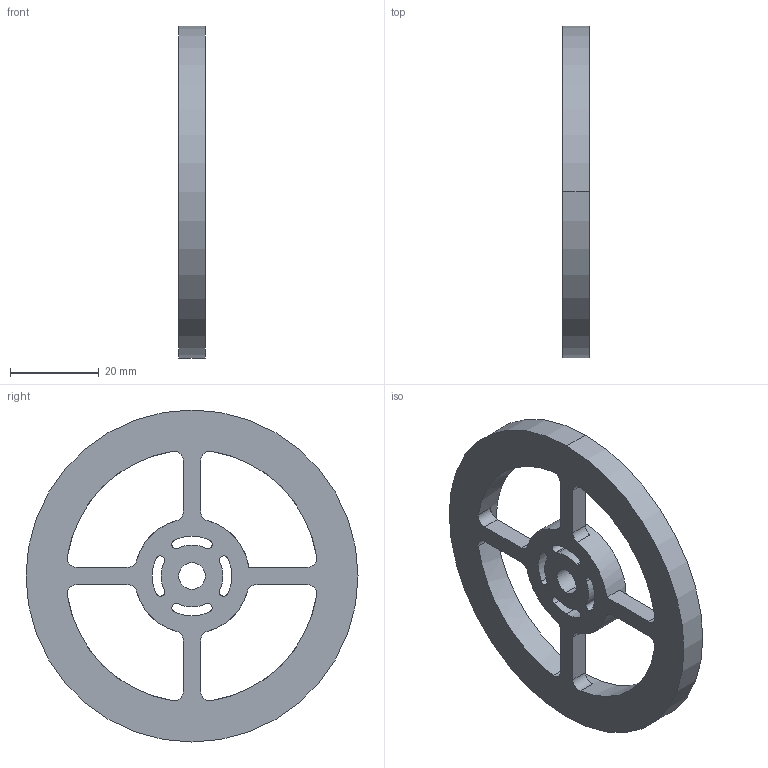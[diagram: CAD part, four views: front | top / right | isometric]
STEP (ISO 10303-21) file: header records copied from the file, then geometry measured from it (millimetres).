
FILE_DESCRIPTION (( 'STEP AP214' ), '1' );
FILE_NAME ('ring_mount.STEP', '2021-05-31T22:47:49', ( '' ), ( '' ), 'SwSTEP 2.0', 'SolidWorks 2021', '' );
FILE_SCHEMA (( 'AUTOMOTIVE_DESIGN' ));
Length unit declared in the file: millimetre
Products named in the file (1): ring_mount
Bounding box: 6 x 75 x 75 mm (x, y, z)
Volume: 14827.3 mm3; surface area: 9033 mm2
Topology: 1 solids, 1 shells, 62 faces, 189 edges, 126 vertices
Faces by surface type: cylinder 47, plane 15
Entity records: 2253 total; most frequent: DIRECTION 425, CARTESIAN_POINT 378, ORIENTED_EDGE 378, EDGE_CURVE 189, AXIS2_PLACEMENT_3D 173, VERTEX_POINT 126, CIRCLE 110, VECTOR 79
